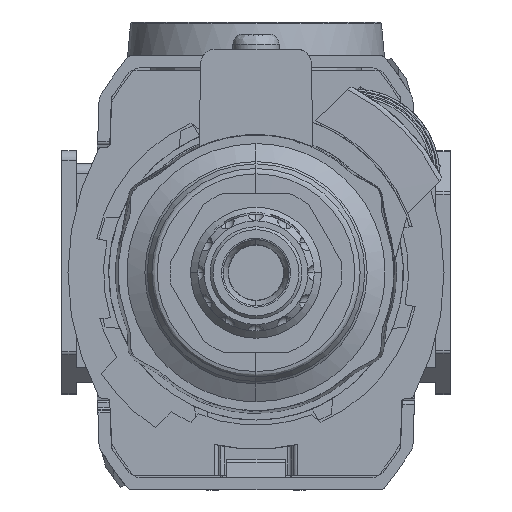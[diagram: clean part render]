
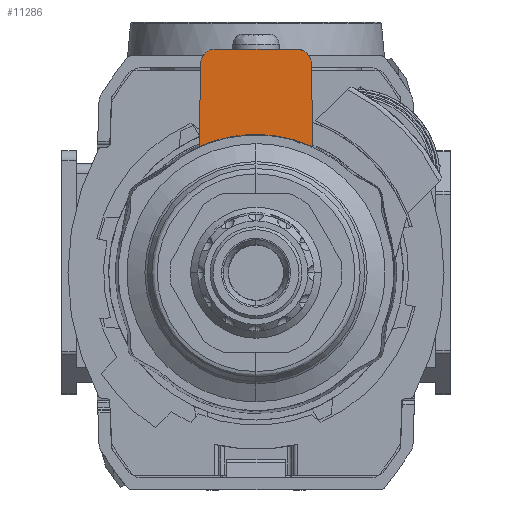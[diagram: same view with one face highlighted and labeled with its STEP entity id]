
A CAD part, front view. The second image highlights one B-rep face of the part: STEP entity #11286.
In plain terms, the highlighted planar face has unit normal (0, -1, 0).
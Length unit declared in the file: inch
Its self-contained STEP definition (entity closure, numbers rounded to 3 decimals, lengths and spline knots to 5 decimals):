
#908 = EDGE_CURVE ( 'NONE', #20035, #30268, #93917, .T. ) ;
#2966 = CARTESIAN_POINT ( 'NONE',  ( 0.24622, -3.1311, 1.0264 ) ) ;
#5184 = B_SPLINE_CURVE_WITH_KNOTS ( 'NONE', 3,
 ( #70689, #85082, #71192, #77890, #28555, #42437, #6447, #86941, #79757, #12238 ),
 .UNSPECIFIED., .F., .F.,
 ( 4, 2, 2, 2, 4 ),
 ( 0., 0.25, 0.5, 0.75, 1. ),
 .UNSPECIFIED. ) ;
#5670 = ORIENTED_EDGE ( 'NONE', *, *, #72175, .F. ) ;
#6447 = CARTESIAN_POINT ( 'NONE',  ( -0.22537, -3.1311, 1.0444 ) ) ;
#9197 = CARTESIAN_POINT ( 'NONE',  ( 0.19001, -3.1311, 1.05315 ) ) ;
#9727 = VECTOR ( 'NONE', #76903, 39.37008 ) ;
#10163 = CARTESIAN_POINT ( 'NONE',  ( 0.26086, -3.1311, 0.98352 ) ) ;
#11286 = ADVANCED_FACE ( 'NONE', ( #39162 ), #84639, .F. ) ;
#11930 = CARTESIAN_POINT ( 'NONE',  ( 0.16165, -3.1311, 0.63611 ) ) ;
#12238 = CARTESIAN_POINT ( 'NONE',  ( -0.19005, -3.1311, 1.05315 ) ) ;
#12388 = CARTESIAN_POINT ( 'NONE',  ( -0.08084, -3.1311, 0.65133 ) ) ;
#12649 = EDGE_CURVE ( 'NONE', #38121, #20035, #71002, .T. ) ;
#13346 = CARTESIAN_POINT ( 'NONE',  ( 0.26766, -3.1311, 0.59378 ) ) ;
#16030 = ORIENTED_EDGE ( 'NONE', *, *, #12649, .F. ) ;
#16241 = CARTESIAN_POINT ( 'NONE',  ( 0.26086, -3.1311, 0.98352 ) ) ;
#17354 = CARTESIAN_POINT ( 'NONE',  ( 0.19918, -3.1311, 1.05315 ) ) ;
#17744 = CARTESIAN_POINT ( 'NONE',  ( 0.26086, -3.1311, 0.98352 ) ) ;
#19956 = EDGE_LOOP ( 'NONE', ( #65048, #16030, #61809, #49889, #5670, #56284 ) ) ;
#20035 = VERTEX_POINT ( 'NONE', #17744 ) ;
#20786 = VERTEX_POINT ( 'NONE', #61967 ) ;
#24766 = DIRECTION ( 'NONE',  ( 0., 0., 1. ) ) ;
#25294 = VECTOR ( 'NONE', #44513, 39.37008 ) ;
#28555 = CARTESIAN_POINT ( 'NONE',  ( -0.24626, -3.1311, 1.0264 ) ) ;
#30268 = VERTEX_POINT ( 'NONE', #82450 ) ;
#35397 = CARTESIAN_POINT ( 'NONE',  ( -0.2677, -3.1311, 0.59376 ) ) ;
#36534 = VECTOR ( 'NONE', #42193, 39.37008 ) ;
#38121 = VERTEX_POINT ( 'NONE', #38339 ) ;
#38339 = CARTESIAN_POINT ( 'NONE',  ( 0.19001, -3.1311, 1.05315 ) ) ;
#38940 = CARTESIAN_POINT ( 'NONE',  ( 0.23313, -3.1311, 1.03926 ) ) ;
#39162 = FACE_OUTER_BOUND ( 'NONE', #19956, .T. ) ;
#40454 = VERTEX_POINT ( 'NONE', #58001 ) ;
#41165 = CARTESIAN_POINT ( 'NONE',  ( -0.24731, -3.1311, 0.60265 ) ) ;
#41625 = CARTESIAN_POINT ( 'NONE',  ( -0.16165, -3.1311, 0.63611 ) ) ;
#42193 = DIRECTION ( 'NONE',  ( 0.017, 0., 1. ) ) ;
#42437 = CARTESIAN_POINT ( 'NONE',  ( -0.23317, -3.1311, 1.03926 ) ) ;
#42583 = CARTESIAN_POINT ( 'NONE',  ( 0.24729, -3.1311, 0.60266 ) ) ;
#43602 = AXIS2_PLACEMENT_3D ( 'NONE', #69799, #61664, #24766 ) ;
#44513 = DIRECTION ( 'NONE',  ( 0.017, 0., -1. ) ) ;
#45170 = CARTESIAN_POINT ( 'NONE',  ( 0.20835, -3.1311, 1.05135 ) ) ;
#47670 = CARTESIAN_POINT ( 'NONE',  ( -0.19005, -3.1311, 1.05315 ) ) ;
#48155 = EDGE_CURVE ( 'NONE', #20786, #38121, #62540, .T. ) ;
#49364 = LINE ( 'NONE', #72824, #36534 ) ;
#49889 = ORIENTED_EDGE ( 'NONE', *, *, #55512, .F. ) ;
#54679 = CARTESIAN_POINT ( 'NONE',  ( -0.2677, -3.1311, 0.59376 ) ) ;
#55512 = EDGE_CURVE ( 'NONE', #40454, #20786, #5184, .T. ) ;
#56284 = ORIENTED_EDGE ( 'NONE', *, *, #83299, .F. ) ;
#58001 = CARTESIAN_POINT ( 'NONE',  ( -0.2609, -3.1311, 0.98352 ) ) ;
#60495 = CARTESIAN_POINT ( 'NONE',  ( 0.2515, -3.1311, 1.01869 ) ) ;
#61664 = DIRECTION ( 'NONE',  ( 0., 1., 0. ) ) ;
#61809 = ORIENTED_EDGE ( 'NONE', *, *, #48155, .F. ) ;
#61967 = CARTESIAN_POINT ( 'NONE',  ( -0.19005, -3.1311, 1.05315 ) ) ;
#62540 = LINE ( 'NONE', #47670, #9727 ) ;
#65048 = ORIENTED_EDGE ( 'NONE', *, *, #908, .F. ) ;
#69081 = CARTESIAN_POINT ( 'NONE',  ( 0.2607, -3.1311, 0.99269 ) ) ;
#69799 = CARTESIAN_POINT ( 'NONE',  ( -0.19005, -3.1311, 0.98228 ) ) ;
#70689 = CARTESIAN_POINT ( 'NONE',  ( -0.2609, -3.1311, 0.98352 ) ) ;
#71002 = B_SPLINE_CURVE_WITH_KNOTS ( 'NONE', 3,
 ( #9197, #17354, #45170, #81582, #38940, #2966, #60495, #88733, #69081, #10163 ),
 .UNSPECIFIED., .F., .F.,
 ( 4, 2, 2, 2, 4 ),
 ( 0., 0.25, 0.5, 0.75, 1. ),
 .UNSPECIFIED. ) ;
#71192 = CARTESIAN_POINT ( 'NONE',  ( -0.25878, -3.1311, 1.00183 ) ) ;
#72175 = EDGE_CURVE ( 'NONE', #92541, #40454, #49364, .T. ) ;
#72824 = CARTESIAN_POINT ( 'NONE',  ( -0.27343, -3.1311, 0.26575 ) ) ;
#76903 = DIRECTION ( 'NONE',  ( 1., 0., 0. ) ) ;
#77587 = CARTESIAN_POINT ( 'NONE',  ( 0.25754, -3.1311, 0.59835 ) ) ;
#77890 = CARTESIAN_POINT ( 'NONE',  ( -0.25154, -3.1311, 1.01869 ) ) ;
#79757 = CARTESIAN_POINT ( 'NONE',  ( -0.19922, -3.1311, 1.05315 ) ) ;
#81582 = CARTESIAN_POINT ( 'NONE',  ( 0.22533, -3.1311, 1.0444 ) ) ;
#82450 = CARTESIAN_POINT ( 'NONE',  ( 0.26766, -3.1311, 0.59378 ) ) ;
#83299 = EDGE_CURVE ( 'NONE', #30268, #92541, #85263, .T. ) ;
#84639 = PLANE ( 'NONE',  #43602 ) ;
#85082 = CARTESIAN_POINT ( 'NONE',  ( -0.26074, -3.1311, 0.99269 ) ) ;
#85263 = B_SPLINE_CURVE_WITH_KNOTS ( 'NONE', 3,
 ( #13346, #77587, #42583, #11930, #86635, #12388, #41625, #41165, #86166, #35397 ),
 .UNSPECIFIED., .F., .F.,
 ( 4, 2, 2, 2, 4 ),
 ( 0., 0.06041, 0.49996, 0.93951, 1. ),
 .UNSPECIFIED. ) ;
#86166 = CARTESIAN_POINT ( 'NONE',  ( -0.25756, -3.1311, 0.59834 ) ) ;
#86635 = CARTESIAN_POINT ( 'NONE',  ( 0.08084, -3.1311, 0.65133 ) ) ;
#86941 = CARTESIAN_POINT ( 'NONE',  ( -0.20839, -3.1311, 1.05135 ) ) ;
#88733 = CARTESIAN_POINT ( 'NONE',  ( 0.25874, -3.1311, 1.00183 ) ) ;
#92541 = VERTEX_POINT ( 'NONE', #54679 ) ;
#93917 = LINE ( 'NONE', #16241, #25294 ) ;
